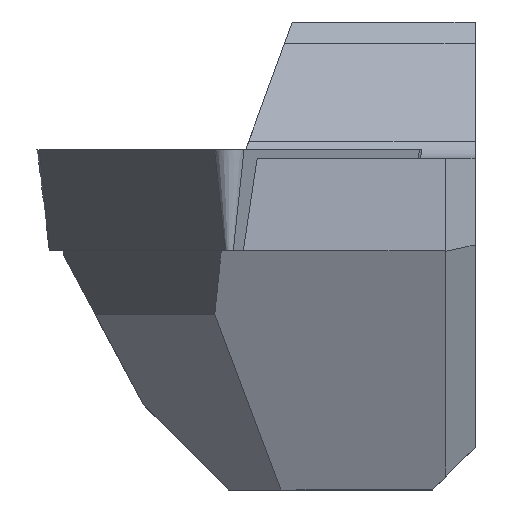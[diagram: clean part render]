
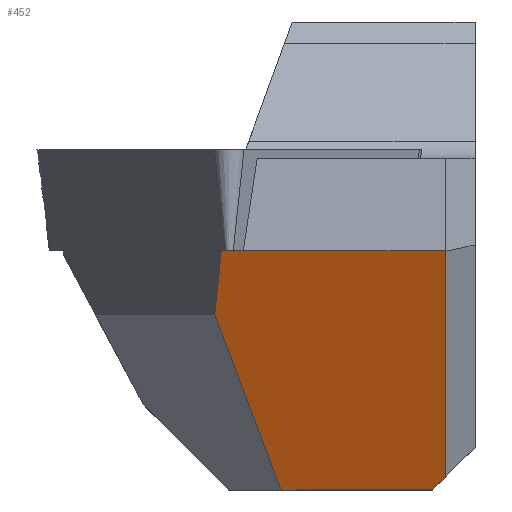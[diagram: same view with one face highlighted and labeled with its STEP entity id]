
A CAD part, left-side view. The second image highlights one B-rep face of the part: STEP entity #452.
In plain terms, the highlighted planar face has unit normal (-0.903, -0.079, -0.423).
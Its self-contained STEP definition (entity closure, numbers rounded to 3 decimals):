
#7 = DIRECTION ( 'NONE',  ( 0.424, 0., -0.906 ) ) ;
#25 = EDGE_CURVE ( 'NONE', #406, #766, #568, .T. ) ;
#78 = CARTESIAN_POINT ( 'NONE',  ( -55.882, 12.482, 38.347 ) ) ;
#82 = ORIENTED_EDGE ( 'NONE', *, *, #3092, .F. ) ;
#107 = DIRECTION ( 'NONE',  ( 0.087, -0.996, 0. ) ) ;
#134 = EDGE_CURVE ( 'NONE', #984, #2930, #1407, .T. ) ;
#365 = DIRECTION ( 'NONE',  ( 0.415, 0.093, -0.905 ) ) ;
#406 = VERTEX_POINT ( 'NONE', #3222 ) ;
#448 = EDGE_CURVE ( 'NONE', #2930, #1767, #2050, .T. ) ;
#452 = ADVANCED_FACE ( 'NONE', ( #740 ), #1936, .F. ) ;
#464 = VERTEX_POINT ( 'NONE', #2786 ) ;
#521 = LINE ( 'NONE', #2274, #3211 ) ;
#529 = LINE ( 'NONE', #1455, #1246 ) ;
#552 = LINE ( 'NONE', #78, #759 ) ;
#568 = LINE ( 'NONE', #2255, #3342 ) ;
#586 = DIRECTION ( 'NONE',  ( 0.26, 0.683, -0.683 ) ) ;
#589 = ORIENTED_EDGE ( 'NONE', *, *, #134, .T. ) ;
#602 = DIRECTION ( 'NONE',  ( 0.424, -0.32, -0.847 ) ) ;
#673 = ORIENTED_EDGE ( 'NONE', *, *, #448, .T. ) ;
#740 = FACE_OUTER_BOUND ( 'NONE', #2193, .T. ) ;
#759 = VECTOR ( 'NONE', #2837, 1000. ) ;
#766 = VERTEX_POINT ( 'NONE', #1898 ) ;
#792 = EDGE_CURVE ( 'NONE', #1515, #1767, #521, .T. ) ;
#842 = CARTESIAN_POINT ( 'NONE',  ( -52.565, 12.787, 31.204 ) ) ;
#852 = ORIENTED_EDGE ( 'NONE', *, *, #1895, .T. ) ;
#875 = VECTOR ( 'NONE', #365, 1000. ) ;
#984 = VERTEX_POINT ( 'NONE', #2729 ) ;
#1014 = CARTESIAN_POINT ( 'NONE',  ( -52.877, 16.352, 31.204 ) ) ;
#1074 = DIRECTION ( 'NONE',  ( 0.903, 0.079, 0.423 ) ) ;
#1246 = VECTOR ( 'NONE', #107, 1000. ) ;
#1294 = VECTOR ( 'NONE', #3320, 1000. ) ;
#1407 = LINE ( 'NONE', #1987, #2068 ) ;
#1455 = CARTESIAN_POINT ( 'NONE',  ( -59.136, 57.833, 36.824 ) ) ;
#1513 = ORIENTED_EDGE ( 'NONE', *, *, #792, .F. ) ;
#1515 = VERTEX_POINT ( 'NONE', #2165 ) ;
#1678 = DIRECTION ( 'NONE',  ( 0.087, -0.996, 0. ) ) ;
#1713 = DIRECTION ( 'NONE',  ( 0.415, -0.415, -0.809 ) ) ;
#1766 = LINE ( 'NONE', #2803, #2116 ) ;
#1767 = VERTEX_POINT ( 'NONE', #842 ) ;
#1895 = EDGE_CURVE ( 'NONE', #464, #984, #2969, .T. ) ;
#1898 = CARTESIAN_POINT ( 'NONE',  ( -55.163, 12.482, 36.812 ) ) ;
#1906 = AXIS2_PLACEMENT_3D ( 'NONE', #3044, #1074, #7 ) ;
#1936 = PLANE ( 'NONE',  #1906 ) ;
#1946 = CARTESIAN_POINT ( 'NONE',  ( -56.526, 58.061, 31.204 ) ) ;
#1958 = ORIENTED_EDGE ( 'NONE', *, *, #2361, .F. ) ;
#1987 = CARTESIAN_POINT ( 'NONE',  ( -50.608, 14.643, 26.676 ) ) ;
#2050 = LINE ( 'NONE', #1946, #1294 ) ;
#2068 = VECTOR ( 'NONE', #602, 1000. ) ;
#2116 = VECTOR ( 'NONE', #1678, 1000. ) ;
#2165 = CARTESIAN_POINT ( 'NONE',  ( -52.681, 12.482, 31.509 ) ) ;
#2193 = EDGE_LOOP ( 'NONE', ( #2277, #82, #1958, #852, #589, #673, #1513, #2548 ) ) ;
#2255 = CARTESIAN_POINT ( 'NONE',  ( -63.671, 20.99, 53.397 ) ) ;
#2274 = CARTESIAN_POINT ( 'NONE',  ( -53.127, 11.309, 32.682 ) ) ;
#2277 = ORIENTED_EDGE ( 'NONE', *, *, #25, .F. ) ;
#2361 = EDGE_CURVE ( 'NONE', #464, #2874, #529, .T. ) ;
#2548 = ORIENTED_EDGE ( 'NONE', *, *, #3195, .F. ) ;
#2729 = CARTESIAN_POINT ( 'NONE',  ( -54.941, 17.906, 35.324 ) ) ;
#2786 = CARTESIAN_POINT ( 'NONE',  ( -55.63, 17.752, 36.824 ) ) ;
#2803 = CARTESIAN_POINT ( 'NONE',  ( -59.136, 57.833, 36.824 ) ) ;
#2837 = DIRECTION ( 'NONE',  ( 0.424, 0., -0.906 ) ) ;
#2874 = VERTEX_POINT ( 'NONE', #3020 ) ;
#2930 = VERTEX_POINT ( 'NONE', #1014 ) ;
#2969 = LINE ( 'NONE', #3422, #875 ) ;
#3020 = CARTESIAN_POINT ( 'NONE',  ( -55.585, 17.235, 36.824 ) ) ;
#3044 = CARTESIAN_POINT ( 'NONE',  ( -59.136, 57.833, 36.824 ) ) ;
#3092 = EDGE_CURVE ( 'NONE', #2874, #406, #1766, .T. ) ;
#3195 = EDGE_CURVE ( 'NONE', #766, #1515, #552, .T. ) ;
#3211 = VECTOR ( 'NONE', #586, 1000. ) ;
#3222 = CARTESIAN_POINT ( 'NONE',  ( -55.169, 12.488, 36.824 ) ) ;
#3320 = DIRECTION ( 'NONE',  ( 0.087, -0.996, 0. ) ) ;
#3342 = VECTOR ( 'NONE', #1713, 1000. ) ;
#3422 = CARTESIAN_POINT ( 'NONE',  ( -48.137, 19.429, 20.503 ) ) ;
